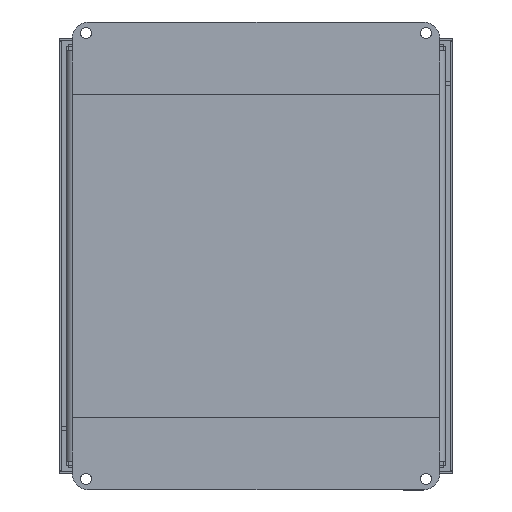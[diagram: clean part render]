
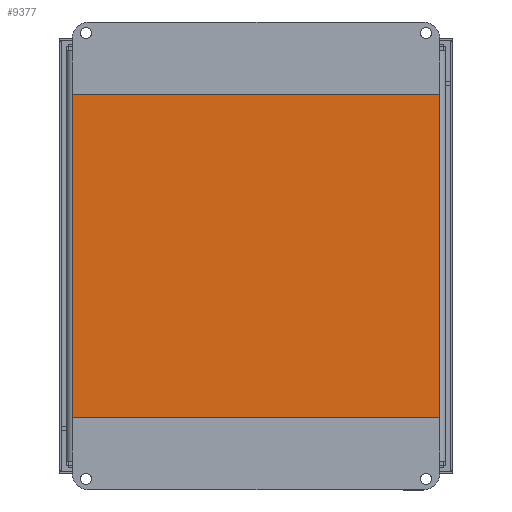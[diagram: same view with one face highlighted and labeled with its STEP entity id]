
A CAD part, top view. The second image highlights one B-rep face of the part: STEP entity #9377.
In plain terms, the highlighted face is planar.
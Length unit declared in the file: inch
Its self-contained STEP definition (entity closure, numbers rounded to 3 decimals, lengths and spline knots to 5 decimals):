
#942=PLANE('',#10059);
#1403=FACE_OUTER_BOUND('',#1959,.T.);
#1959=EDGE_LOOP('',(#8081,#8082,#8083,#8084));
#2864=LINE('',#15387,#3787);
#2871=LINE('',#15408,#3794);
#2878=LINE('',#15429,#3801);
#2884=LINE('',#15447,#3807);
#3787=VECTOR('',#12066,9.2225);
#3794=VECTOR('',#12095,8.2225);
#3801=VECTOR('',#12126,9.2225);
#3807=VECTOR('',#12154,8.2225);
#4645=VERTEX_POINT('',#15384);
#4646=VERTEX_POINT('',#15386);
#4649=VERTEX_POINT('',#15406);
#4651=VERTEX_POINT('',#15427);
#5792=EDGE_CURVE('',#4646,#4645,#2864,.T.);
#5803=EDGE_CURVE('',#4645,#4649,#2871,.T.);
#5814=EDGE_CURVE('',#4649,#4651,#2878,.T.);
#5824=EDGE_CURVE('',#4651,#4646,#2884,.T.);
#8081=ORIENTED_EDGE('',*,*,#5792,.T.);
#8082=ORIENTED_EDGE('',*,*,#5803,.T.);
#8083=ORIENTED_EDGE('',*,*,#5814,.T.);
#8084=ORIENTED_EDGE('',*,*,#5824,.T.);
#9377=ADVANCED_FACE('',(#1403),#942,.F.);
#10059=AXIS2_PLACEMENT_3D('',#15463,#12180,#12181);
#12066=DIRECTION('',(0.,-1.,0.));
#12095=DIRECTION('',(-1.,0.,0.));
#12126=DIRECTION('',(0.,1.,0.));
#12154=DIRECTION('',(1.,0.,0.));
#12180=DIRECTION('center_axis',(0.,0.,1.));
#12181=DIRECTION('ref_axis',(1.,0.,0.));
#15384=CARTESIAN_POINT('',(8.36125,0.13875,0.));
#15386=CARTESIAN_POINT('',(8.36125,9.36125,0.));
#15387=CARTESIAN_POINT('',(8.36125,7.05563,0.));
#15406=CARTESIAN_POINT('',(0.13875,0.13875,0.));
#15408=CARTESIAN_POINT('',(6.30563,0.13875,0.));
#15427=CARTESIAN_POINT('',(0.13875,9.36125,0.));
#15429=CARTESIAN_POINT('',(0.13875,2.44438,0.));
#15447=CARTESIAN_POINT('',(2.19438,9.36125,0.));
#15463=CARTESIAN_POINT('Origin',(4.25,4.75,0.));
